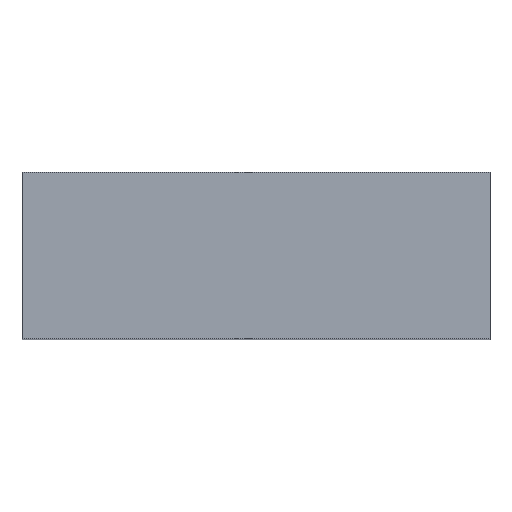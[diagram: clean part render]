
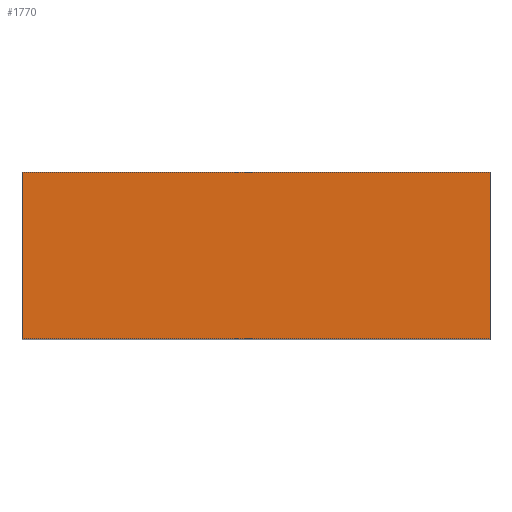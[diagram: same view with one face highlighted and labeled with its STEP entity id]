
A CAD part, top view. The second image highlights one B-rep face of the part: STEP entity #1770.
In plain terms, the highlighted free-form (B-spline) face has degree [1, 1] with [2, 2] control points.
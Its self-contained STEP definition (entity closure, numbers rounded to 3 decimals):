
#1420 = CARTESIAN_POINT ('', (180., 0., 90.));
#1430 = VERTEX_POINT ('', #1420);
#1440 = CARTESIAN_POINT ('', (180., 64., 90.));
#1450 = VERTEX_POINT ('', #1440);
#1460 = CARTESIAN_POINT ('', (180., 0., 90.));
#1470 = CARTESIAN_POINT ('', (180., 64., 90.));
#1480 = B_SPLINE_CURVE_WITH_KNOTS ('', 1, (#1460, #1470), .UNSPECIFIED., .F., .U., (2, 2), (0., 1.), .UNSPECIFIED.);
#1490 = EDGE_CURVE ('', #1430, #1450, #1480, .T.);
#1500 = ORIENTED_EDGE ('', *, *, #1490, .T.);
#1510 = CARTESIAN_POINT ('', (0., 64., 90.));
#1520 = VERTEX_POINT ('', #1510);
#1530 = CARTESIAN_POINT ('', (180., 64., 90.));
#1540 = CARTESIAN_POINT ('', (0., 64., 90.));
#1550 = B_SPLINE_CURVE_WITH_KNOTS ('', 1, (#1530, #1540), .UNSPECIFIED., .F., .U., (2, 2), (0., 1.), .UNSPECIFIED.);
#1560 = EDGE_CURVE ('', #1450, #1520, #1550, .T.);
#1570 = ORIENTED_EDGE ('', *, *, #1560, .T.);
#1580 = CARTESIAN_POINT ('', (0., 0., 90.));
#1590 = VERTEX_POINT ('', #1580);
#1600 = CARTESIAN_POINT ('', (0., 64., 90.));
#1610 = CARTESIAN_POINT ('', (0., 0., 90.));
#1620 = B_SPLINE_CURVE_WITH_KNOTS ('', 1, (#1600, #1610), .UNSPECIFIED., .F., .U., (2, 2), (0., 1.), .UNSPECIFIED.);
#1630 = EDGE_CURVE ('', #1520, #1590, #1620, .T.);
#1640 = ORIENTED_EDGE ('', *, *, #1630, .T.);
#1650 = CARTESIAN_POINT ('', (0., 0., 90.));
#1660 = CARTESIAN_POINT ('', (180., 0., 90.));
#1670 = B_SPLINE_CURVE_WITH_KNOTS ('', 1, (#1650, #1660), .UNSPECIFIED., .F., .U., (2, 2), (0., 1.), .UNSPECIFIED.);
#1680 = EDGE_CURVE ('', #1590, #1430, #1670, .T.);
#1690 = ORIENTED_EDGE ('', *, *, #1680, .T.);
#1700 = EDGE_LOOP ('', (#1500, #1570, #1640, #1690));
#1710 = FACE_OUTER_BOUND ('', #1700, .T.);
#1720 = CARTESIAN_POINT ('', (0., 0., 90.));
#1730 = CARTESIAN_POINT ('', (0., 64., 90.));
#1740 = CARTESIAN_POINT ('', (180., 0., 90.));
#1750 = CARTESIAN_POINT ('', (180., 64., 90.));
#1760 = B_SPLINE_SURFACE_WITH_KNOTS ('', 1, 1, ((#1720, #1730), (#1740, #1750)), .UNSPECIFIED., .F., .F., .U., (2, 2), (2, 2), (0., 1.), (0., 1.), .UNSPECIFIED.);
#1770 = ADVANCED_FACE ('', (#1710), #1760, .T.);
